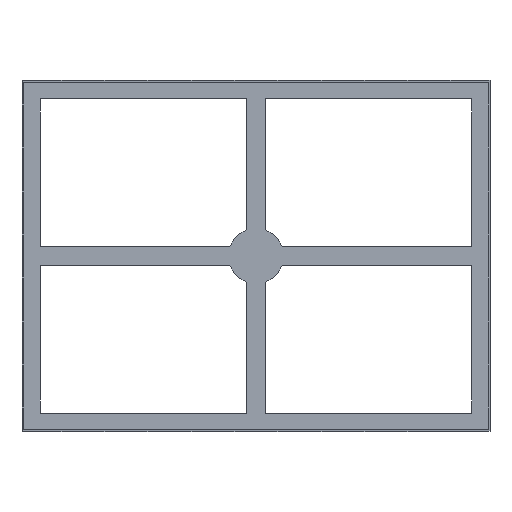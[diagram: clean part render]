
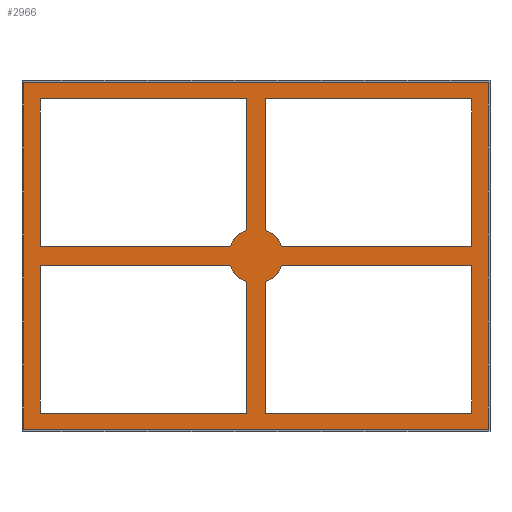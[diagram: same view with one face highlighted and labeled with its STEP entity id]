
A CAD part, front view. The second image highlights one B-rep face of the part: STEP entity #2966.
In plain terms, the highlighted planar face has unit normal (0, -1, 0).
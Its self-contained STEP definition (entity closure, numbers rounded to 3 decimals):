
#15=FACE_BOUND('',#315,.T.);
#16=FACE_BOUND('',#316,.T.);
#17=FACE_BOUND('',#317,.T.);
#18=FACE_BOUND('',#318,.T.);
#23=CIRCLE('',#2988,3.);
#25=CIRCLE('',#2995,3.);
#27=CIRCLE('',#3000,3.);
#29=CIRCLE('',#3009,3.);
#172=FACE_OUTER_BOUND('',#314,.T.);
#314=EDGE_LOOP('',(#2575,#2576,#2577,#2578));
#315=EDGE_LOOP('',(#2579,#2580,#2581,#2582,#2583));
#316=EDGE_LOOP('',(#2584,#2585,#2586,#2587,#2588));
#317=EDGE_LOOP('',(#2589,#2590,#2591,#2592,#2593));
#318=EDGE_LOOP('',(#2594,#2595,#2596,#2597,#2598));
#327=LINE('',#3853,#739);
#331=LINE('',#3861,#743);
#335=LINE('',#3873,#747);
#338=LINE('',#3878,#750);
#340=LINE('',#3883,#752);
#344=LINE('',#3891,#756);
#348=LINE('',#3903,#760);
#351=LINE('',#3908,#763);
#355=LINE('',#3921,#767);
#358=LINE('',#3927,#770);
#361=LINE('',#3933,#773);
#364=LINE('',#3938,#776);
#366=LINE('',#3943,#778);
#370=LINE('',#3951,#782);
#374=LINE('',#3963,#786);
#377=LINE('',#3968,#789);
#503=LINE('',#4230,#915);
#708=LINE('',#4636,#1120);
#733=LINE('',#4679,#1145);
#734=LINE('',#4681,#1146);
#739=VECTOR('',#3139,10.);
#743=VECTOR('',#3145,10.);
#747=VECTOR('',#3157,10.);
#750=VECTOR('',#3162,10.);
#752=VECTOR('',#3166,10.);
#756=VECTOR('',#3172,10.);
#760=VECTOR('',#3184,10.);
#763=VECTOR('',#3189,10.);
#767=VECTOR('',#3201,10.);
#770=VECTOR('',#3206,10.);
#773=VECTOR('',#3211,10.);
#776=VECTOR('',#3216,10.);
#778=VECTOR('',#3220,10.);
#782=VECTOR('',#3226,10.);
#786=VECTOR('',#3238,10.);
#789=VECTOR('',#3243,10.);
#915=VECTOR('',#3443,10.);
#1120=VECTOR('',#3774,10.);
#1145=VECTOR('',#3831,10.);
#1146=VECTOR('',#3834,10.);
#1151=VERTEX_POINT('',#3851);
#1152=VERTEX_POINT('',#3852);
#1155=VERTEX_POINT('',#3860);
#1157=VERTEX_POINT('',#3866);
#1159=VERTEX_POINT('',#3872);
#1161=VERTEX_POINT('',#3881);
#1162=VERTEX_POINT('',#3882);
#1165=VERTEX_POINT('',#3890);
#1167=VERTEX_POINT('',#3896);
#1169=VERTEX_POINT('',#3902);
#1171=VERTEX_POINT('',#3911);
#1172=VERTEX_POINT('',#3912);
#1175=VERTEX_POINT('',#3920);
#1177=VERTEX_POINT('',#3926);
#1179=VERTEX_POINT('',#3932);
#1181=VERTEX_POINT('',#3941);
#1182=VERTEX_POINT('',#3942);
#1185=VERTEX_POINT('',#3950);
#1187=VERTEX_POINT('',#3956);
#1189=VERTEX_POINT('',#3962);
#1288=VERTEX_POINT('',#4227);
#1289=VERTEX_POINT('',#4229);
#1427=VERTEX_POINT('',#4634);
#1429=VERTEX_POINT('',#4677);
#1431=EDGE_CURVE('',#1151,#1152,#327,.T.);
#1435=EDGE_CURVE('',#1152,#1155,#331,.T.);
#1438=EDGE_CURVE('',#1155,#1157,#23,.T.);
#1441=EDGE_CURVE('',#1157,#1159,#335,.T.);
#1444=EDGE_CURVE('',#1159,#1151,#338,.T.);
#1446=EDGE_CURVE('',#1161,#1162,#340,.T.);
#1450=EDGE_CURVE('',#1162,#1165,#344,.T.);
#1453=EDGE_CURVE('',#1165,#1167,#25,.T.);
#1456=EDGE_CURVE('',#1167,#1169,#348,.T.);
#1459=EDGE_CURVE('',#1169,#1161,#351,.T.);
#1461=EDGE_CURVE('',#1171,#1172,#27,.T.);
#1465=EDGE_CURVE('',#1172,#1175,#355,.T.);
#1468=EDGE_CURVE('',#1175,#1177,#358,.T.);
#1471=EDGE_CURVE('',#1177,#1179,#361,.T.);
#1474=EDGE_CURVE('',#1179,#1171,#364,.T.);
#1476=EDGE_CURVE('',#1181,#1182,#366,.T.);
#1480=EDGE_CURVE('',#1182,#1185,#370,.T.);
#1483=EDGE_CURVE('',#1185,#1187,#29,.T.);
#1486=EDGE_CURVE('',#1187,#1189,#374,.T.);
#1489=EDGE_CURVE('',#1189,#1181,#377,.T.);
#1615=EDGE_CURVE('',#1288,#1289,#503,.F.);
#1820=EDGE_CURVE('',#1427,#1288,#708,.F.);
#1845=EDGE_CURVE('',#1429,#1427,#733,.F.);
#1846=EDGE_CURVE('',#1289,#1429,#734,.F.);
#2575=ORIENTED_EDGE('',*,*,#1615,.F.);
#2576=ORIENTED_EDGE('',*,*,#1820,.F.);
#2577=ORIENTED_EDGE('',*,*,#1845,.F.);
#2578=ORIENTED_EDGE('',*,*,#1846,.F.);
#2579=ORIENTED_EDGE('',*,*,#1438,.T.);
#2580=ORIENTED_EDGE('',*,*,#1441,.T.);
#2581=ORIENTED_EDGE('',*,*,#1444,.T.);
#2582=ORIENTED_EDGE('',*,*,#1431,.T.);
#2583=ORIENTED_EDGE('',*,*,#1435,.T.);
#2584=ORIENTED_EDGE('',*,*,#1453,.T.);
#2585=ORIENTED_EDGE('',*,*,#1456,.T.);
#2586=ORIENTED_EDGE('',*,*,#1459,.T.);
#2587=ORIENTED_EDGE('',*,*,#1446,.T.);
#2588=ORIENTED_EDGE('',*,*,#1450,.T.);
#2589=ORIENTED_EDGE('',*,*,#1468,.T.);
#2590=ORIENTED_EDGE('',*,*,#1471,.T.);
#2591=ORIENTED_EDGE('',*,*,#1474,.T.);
#2592=ORIENTED_EDGE('',*,*,#1461,.T.);
#2593=ORIENTED_EDGE('',*,*,#1465,.T.);
#2594=ORIENTED_EDGE('',*,*,#1483,.T.);
#2595=ORIENTED_EDGE('',*,*,#1486,.T.);
#2596=ORIENTED_EDGE('',*,*,#1489,.T.);
#2597=ORIENTED_EDGE('',*,*,#1476,.T.);
#2598=ORIENTED_EDGE('',*,*,#1480,.T.);
#2824=PLANE('',#3130);
#2966=ADVANCED_FACE('',(#172,#15,#16,#17,#18),#2824,.F.);
#2988=AXIS2_PLACEMENT_3D('',#3867,#3150,#3151);
#2995=AXIS2_PLACEMENT_3D('',#3897,#3177,#3178);
#3000=AXIS2_PLACEMENT_3D('',#3913,#3193,#3194);
#3009=AXIS2_PLACEMENT_3D('',#3957,#3231,#3232);
#3130=AXIS2_PLACEMENT_3D('',#4682,#3835,#3836);
#3139=DIRECTION('',(1.,0.,0.));
#3145=DIRECTION('',(0.,0.,-1.));
#3150=DIRECTION('center_axis',(0.,-1.,0.));
#3151=DIRECTION('ref_axis',(-0.943,0.,0.333));
#3157=DIRECTION('',(-1.,0.,0.));
#3162=DIRECTION('',(0.,0.,1.));
#3166=DIRECTION('',(0.,0.,1.));
#3172=DIRECTION('',(1.,0.,0.));
#3177=DIRECTION('center_axis',(0.,-1.,0.));
#3178=DIRECTION('ref_axis',(-0.333,0.,-0.943));
#3184=DIRECTION('',(0.,0.,-1.));
#3189=DIRECTION('',(-1.,0.,0.));
#3193=DIRECTION('center_axis',(0.,-1.,0.));
#3194=DIRECTION('ref_axis',(0.333,0.,0.943));
#3201=DIRECTION('',(0.,0.,1.));
#3206=DIRECTION('',(1.,0.,0.));
#3211=DIRECTION('',(0.,0.,-1.));
#3216=DIRECTION('',(-1.,0.,0.));
#3220=DIRECTION('',(-1.,0.,0.));
#3226=DIRECTION('',(0.,0.,1.));
#3231=DIRECTION('center_axis',(0.,-1.,0.));
#3232=DIRECTION('ref_axis',(0.943,0.,-0.333));
#3238=DIRECTION('',(1.,0.,0.));
#3243=DIRECTION('',(0.,0.,-1.));
#3443=DIRECTION('',(0.,0.,-1.));
#3774=DIRECTION('',(1.,0.,0.));
#3831=DIRECTION('',(0.,0.,1.));
#3834=DIRECTION('',(-1.,0.,0.));
#3835=DIRECTION('center_axis',(0.,1.,0.));
#3836=DIRECTION('ref_axis',(0.,0.,1.));
#3851=CARTESIAN_POINT('',(2.,4.88,-2.));
#3852=CARTESIAN_POINT('',(24.4,4.88,-2.));
#3853=CARTESIAN_POINT('',(24.9,4.88,-2.));
#3860=CARTESIAN_POINT('',(24.4,4.88,-16.222));
#3861=CARTESIAN_POINT('',(24.4,4.88,-17.636));
#3866=CARTESIAN_POINT('',(22.572,4.88,-18.05));
#3867=CARTESIAN_POINT('Origin',(25.4,4.88,-19.05));
#3872=CARTESIAN_POINT('',(2.,4.88,-18.05));
#3873=CARTESIAN_POINT('',(13.7,4.88,-18.05));
#3878=CARTESIAN_POINT('',(2.,4.88,-10.525));
#3881=CARTESIAN_POINT('',(2.,4.88,-36.1));
#3882=CARTESIAN_POINT('',(2.,4.88,-20.05));
#3883=CARTESIAN_POINT('',(2.,4.88,-19.55));
#3890=CARTESIAN_POINT('',(22.572,4.88,-20.05));
#3891=CARTESIAN_POINT('',(23.986,4.88,-20.05));
#3896=CARTESIAN_POINT('',(24.4,4.88,-21.878));
#3897=CARTESIAN_POINT('Origin',(25.4,4.88,-19.05));
#3902=CARTESIAN_POINT('',(24.4,4.88,-36.1));
#3903=CARTESIAN_POINT('',(24.4,4.88,-27.575));
#3908=CARTESIAN_POINT('',(13.7,4.88,-36.1));
#3911=CARTESIAN_POINT('',(28.228,4.88,-18.05));
#3912=CARTESIAN_POINT('',(26.4,4.88,-16.222));
#3913=CARTESIAN_POINT('Origin',(25.4,4.88,-19.05));
#3920=CARTESIAN_POINT('',(26.4,4.88,-2.));
#3921=CARTESIAN_POINT('',(26.4,4.88,-10.525));
#3926=CARTESIAN_POINT('',(48.8,4.88,-2.));
#3927=CARTESIAN_POINT('',(37.1,4.88,-2.));
#3932=CARTESIAN_POINT('',(48.8,4.88,-18.05));
#3933=CARTESIAN_POINT('',(48.8,4.88,-18.55));
#3938=CARTESIAN_POINT('',(26.814,4.88,-18.05));
#3941=CARTESIAN_POINT('',(48.8,4.88,-36.1));
#3942=CARTESIAN_POINT('',(26.4,4.88,-36.1));
#3943=CARTESIAN_POINT('',(25.9,4.88,-36.1));
#3950=CARTESIAN_POINT('',(26.4,4.88,-21.878));
#3951=CARTESIAN_POINT('',(26.4,4.88,-20.464));
#3956=CARTESIAN_POINT('',(28.228,4.88,-20.05));
#3957=CARTESIAN_POINT('Origin',(25.4,4.88,-19.05));
#3962=CARTESIAN_POINT('',(48.8,4.88,-20.05));
#3963=CARTESIAN_POINT('',(37.1,4.88,-20.05));
#3968=CARTESIAN_POINT('',(48.8,4.88,-27.575));
#4227=CARTESIAN_POINT('',(0.2,4.88,-37.9));
#4229=CARTESIAN_POINT('',(0.2,4.88,-0.2));
#4230=CARTESIAN_POINT('',(0.2,4.88,-28.575));
#4634=CARTESIAN_POINT('',(50.6,4.88,-37.9));
#4636=CARTESIAN_POINT('',(38.1,4.88,-37.9));
#4677=CARTESIAN_POINT('',(50.6,4.88,-0.2));
#4679=CARTESIAN_POINT('',(50.6,4.88,-9.525));
#4681=CARTESIAN_POINT('',(12.7,4.88,-0.2));
#4682=CARTESIAN_POINT('Origin',(25.4,4.88,-19.05));
